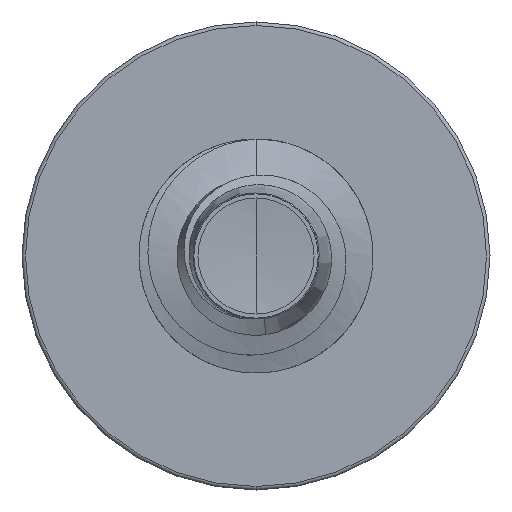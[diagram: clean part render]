
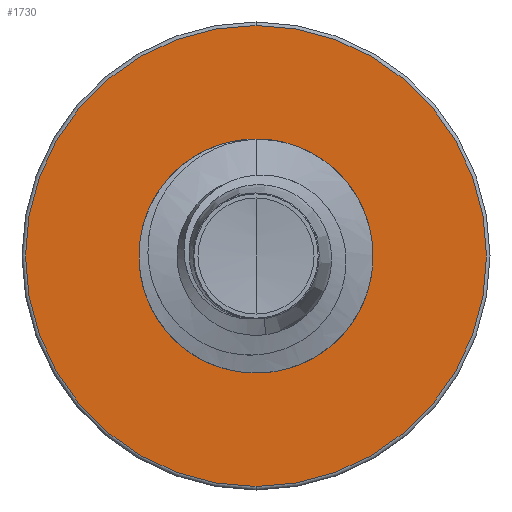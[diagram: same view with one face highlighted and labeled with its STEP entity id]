
A CAD part, front view. The second image highlights one B-rep face of the part: STEP entity #1730.
In plain terms, the highlighted planar face has unit normal (0, -1, 0).
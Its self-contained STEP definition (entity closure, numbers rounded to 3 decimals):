
#266 = AXIS2_PLACEMENT_3D ( 'NONE', #11486, #3196, #12364 ) ;
#1730 = ADVANCED_FACE ( 'NONE', ( #14804, #10624 ), #4111, .F. ) ;
#3002 = ORIENTED_EDGE ( 'NONE', *, *, #13799, .T. ) ;
#3196 = DIRECTION ( 'NONE',  ( 0., 1., 0. ) ) ;
#4007 = DIRECTION ( 'NONE',  ( 0., 0., 1. ) ) ;
#4025 = DIRECTION ( 'NONE',  ( 0., 1., 0. ) ) ;
#4035 = EDGE_CURVE ( 'NONE', #6409, #4893, #4522, .T. ) ;
#4111 = PLANE ( 'NONE',  #10404 ) ;
#4403 = CARTESIAN_POINT ( 'NONE',  ( 0., 10., -2.415 ) ) ;
#4522 = CIRCLE ( 'NONE', #12254, 4.925 ) ;
#4622 = AXIS2_PLACEMENT_3D ( 'NONE', #13577, #7573, #14260 ) ;
#4747 = VERTEX_POINT ( 'NONE', #7072 ) ;
#4778 = EDGE_CURVE ( 'NONE', #4893, #6409, #14795, .T. ) ;
#4893 = VERTEX_POINT ( 'NONE', #8352 ) ;
#6409 = VERTEX_POINT ( 'NONE', #9038 ) ;
#6664 = DIRECTION ( 'NONE',  ( 0., 0., 1. ) ) ;
#6686 = DIRECTION ( 'NONE',  ( 0., 1., 0. ) ) ;
#6709 = CARTESIAN_POINT ( 'NONE',  ( 0., 10., 0. ) ) ;
#7072 = CARTESIAN_POINT ( 'NONE',  ( 0., 10., -2.415 ) ) ;
#7573 = DIRECTION ( 'NONE',  ( 0., 1., 0. ) ) ;
#7834 = DIRECTION ( 'NONE',  ( 0., 0., 1. ) ) ;
#7854 = DIRECTION ( 'NONE',  ( 0., 1., 0. ) ) ;
#7909 = CARTESIAN_POINT ( 'NONE',  ( 0., 10., 0. ) ) ;
#8352 = CARTESIAN_POINT ( 'NONE',  ( 0., 10., 4.925 ) ) ;
#8464 = CARTESIAN_POINT ( 'NONE',  ( 0., 10., 2.415 ) ) ;
#8835 = ORIENTED_EDGE ( 'NONE', *, *, #15081, .T. ) ;
#9038 = CARTESIAN_POINT ( 'NONE',  ( 0., 10., -4.925 ) ) ;
#9195 = ORIENTED_EDGE ( 'NONE', *, *, #4778, .F. ) ;
#10404 = AXIS2_PLACEMENT_3D ( 'NONE', #4403, #4025, #4007 ) ;
#10624 = FACE_BOUND ( 'NONE', #11244, .T. ) ;
#11244 = EDGE_LOOP ( 'NONE', ( #3002, #8835 ) ) ;
#11373 = EDGE_LOOP ( 'NONE', ( #9195, #12591 ) ) ;
#11486 = CARTESIAN_POINT ( 'NONE',  ( 0., 10., 0. ) ) ;
#11879 = VERTEX_POINT ( 'NONE', #8464 ) ;
#12026 = AXIS2_PLACEMENT_3D ( 'NONE', #6709, #6686, #6664 ) ;
#12254 = AXIS2_PLACEMENT_3D ( 'NONE', #7909, #7854, #7834 ) ;
#12364 = DIRECTION ( 'NONE',  ( 0., 0., 1. ) ) ;
#12494 = CIRCLE ( 'NONE', #266, 2.415 ) ;
#12591 = ORIENTED_EDGE ( 'NONE', *, *, #4035, .F. ) ;
#13444 = CIRCLE ( 'NONE', #4622, 2.415 ) ;
#13577 = CARTESIAN_POINT ( 'NONE',  ( 0., 10., 0. ) ) ;
#13799 = EDGE_CURVE ( 'NONE', #11879, #4747, #13444, .T. ) ;
#14260 = DIRECTION ( 'NONE',  ( 0., 0., 1. ) ) ;
#14795 = CIRCLE ( 'NONE', #12026, 4.925 ) ;
#14804 = FACE_OUTER_BOUND ( 'NONE', #11373, .T. ) ;
#15081 = EDGE_CURVE ( 'NONE', #4747, #11879, #12494, .T. ) ;
